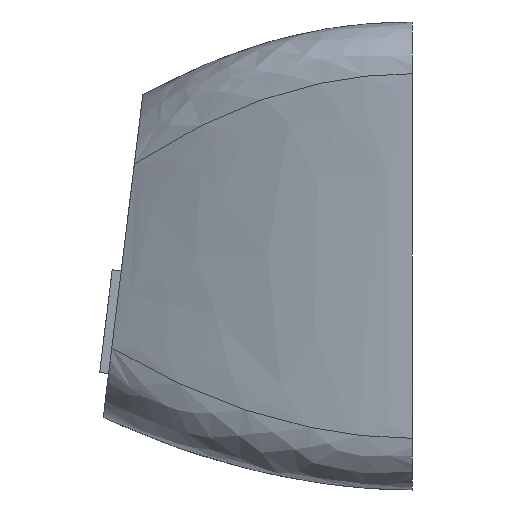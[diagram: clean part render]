
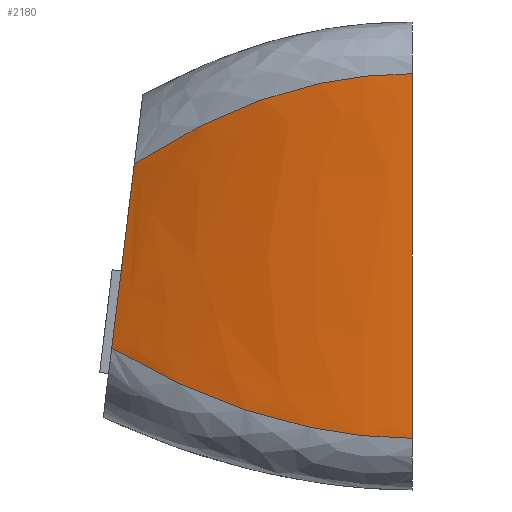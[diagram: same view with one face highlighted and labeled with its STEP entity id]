
A CAD part, left-side view. The second image highlights one B-rep face of the part: STEP entity #2180.
In plain terms, the highlighted free-form (B-spline) face has degree [3, 3] with [4, 4] control points.
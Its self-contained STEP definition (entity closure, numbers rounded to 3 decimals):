
#66=B_SPLINE_SURFACE_WITH_KNOTS('',3,3,((#4106,#4107,#4108,#4109),(#4110,
#4111,#4112,#4113),(#4114,#4115,#4116,#4117),(#4118,#4119,#4120,#4121)),
 .UNSPECIFIED.,.F.,.F.,.F.,(4,4),(4,4),(0.,1.),(0.,1.),.UNSPECIFIED.);
#149=B_SPLINE_CURVE_WITH_KNOTS('',3,(#4102,#4103,#4104,#4105),
 .UNSPECIFIED.,.F.,.F.,(4,4),(0.,1.),.UNSPECIFIED.);
#150=B_SPLINE_CURVE_WITH_KNOTS('',3,(#4122,#4123,#4124,#4125),
 .UNSPECIFIED.,.F.,.F.,(4,4),(0.,1.),.UNSPECIFIED.);
#228=FACE_OUTER_BOUND('',#351,.T.);
#351=EDGE_LOOP('',(#1687,#1688,#1689,#1690));
#490=LINE('',#3965,#709);
#495=LINE('',#3986,#714);
#709=VECTOR('',#2480,10.);
#714=VECTOR('',#2497,10.);
#946=VERTEX_POINT('',#3962);
#947=VERTEX_POINT('',#3964);
#956=VERTEX_POINT('',#3983);
#957=VERTEX_POINT('',#3985);
#1204=EDGE_CURVE('',#947,#946,#490,.T.);
#1214=EDGE_CURVE('',#956,#957,#495,.T.);
#1222=EDGE_CURVE('',#956,#947,#149,.T.);
#1223=EDGE_CURVE('',#957,#946,#150,.T.);
#1687=ORIENTED_EDGE('',*,*,#1214,.F.);
#1688=ORIENTED_EDGE('',*,*,#1222,.T.);
#1689=ORIENTED_EDGE('',*,*,#1204,.T.);
#1690=ORIENTED_EDGE('',*,*,#1223,.F.);
#2180=ADVANCED_FACE('',(#228),#66,.F.);
#2480=DIRECTION('',(0.,0.,1.));
#2497=DIRECTION('',(0.,-0.122,0.993));
#3962=CARTESIAN_POINT('',(0.,0.,16.1));
#3964=CARTESIAN_POINT('',(0.,0.,2.));
#3965=CARTESIAN_POINT('',(0.,0.,16.1));
#3983=CARTESIAN_POINT('',(2.7,11.625,5.494));
#3985=CARTESIAN_POINT('',(2.7,10.752,12.606));
#3986=CARTESIAN_POINT('',(2.7,10.752,12.606));
#4102=CARTESIAN_POINT('Ctrl Pts',(2.7,11.625,5.494));
#4103=CARTESIAN_POINT('Ctrl Pts',(0.9,7.75,3.165));
#4104=CARTESIAN_POINT('Ctrl Pts',(0.,3.73,
2.));
#4105=CARTESIAN_POINT('Ctrl Pts',(0.,0.,
2.));
#4106=CARTESIAN_POINT('Ctrl Pts',(2.7,11.625,5.494));
#4107=CARTESIAN_POINT('Ctrl Pts',(0.9,7.75,3.165));
#4108=CARTESIAN_POINT('Ctrl Pts',(0.,3.73,
2.));
#4109=CARTESIAN_POINT('Ctrl Pts',(0.,0.,
2.));
#4110=CARTESIAN_POINT('Ctrl Pts',(2.7,11.453,6.897));
#4111=CARTESIAN_POINT('Ctrl Pts',(0.939,7.635,4.8));
#4112=CARTESIAN_POINT('Ctrl Pts',(0.,3.73,
3.047));
#4113=CARTESIAN_POINT('Ctrl Pts',(0.,0.,
3.047));
#4114=CARTESIAN_POINT('Ctrl Pts',(2.7,10.924,11.203));
#4115=CARTESIAN_POINT('Ctrl Pts',(0.939,7.283,13.3));
#4116=CARTESIAN_POINT('Ctrl Pts',(0.,3.73,
15.053));
#4117=CARTESIAN_POINT('Ctrl Pts',(0.,0.,
15.053));
#4118=CARTESIAN_POINT('Ctrl Pts',(2.7,10.752,12.606));
#4119=CARTESIAN_POINT('Ctrl Pts',(0.9,7.168,14.935));
#4120=CARTESIAN_POINT('Ctrl Pts',(0.,3.73,
16.1));
#4121=CARTESIAN_POINT('Ctrl Pts',(0.,0.,
16.1));
#4122=CARTESIAN_POINT('Ctrl Pts',(2.7,10.752,12.606));
#4123=CARTESIAN_POINT('Ctrl Pts',(0.9,7.168,14.935));
#4124=CARTESIAN_POINT('Ctrl Pts',(0.,3.73,16.1));
#4125=CARTESIAN_POINT('Ctrl Pts',(0.,0.,16.1));
